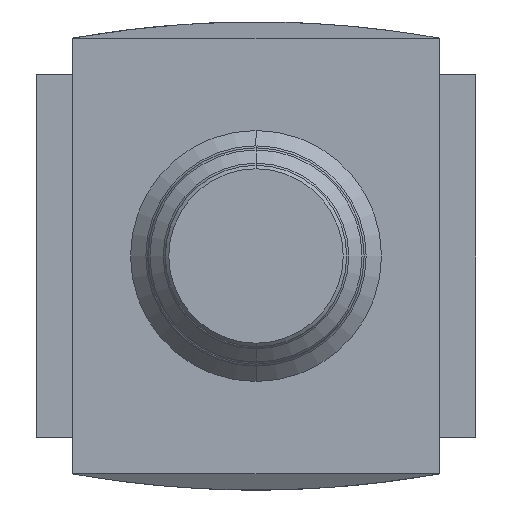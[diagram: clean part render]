
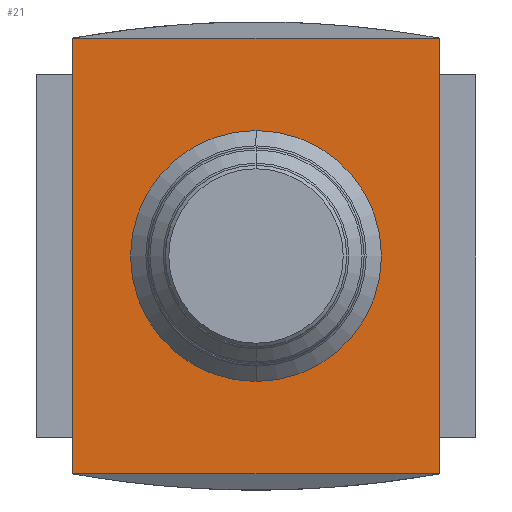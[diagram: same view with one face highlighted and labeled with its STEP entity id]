
A CAD part, front view. The second image highlights one B-rep face of the part: STEP entity #21.
In plain terms, the highlighted planar face has unit normal (0, -1, 0).
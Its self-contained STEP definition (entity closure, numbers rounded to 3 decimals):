
#21 = ADVANCED_FACE ( 'NONE', ( #7970, #4941 ), #7474, .F. ) ;
#35 = DIRECTION ( 'NONE',  ( 0., 0., 1. ) ) ;
#587 = CARTESIAN_POINT ( 'NONE',  ( -26.25, -37.5, 31.25 ) ) ;
#906 = AXIS2_PLACEMENT_3D ( 'NONE', #6559, #8393, #5701 ) ;
#1153 = LINE ( 'NONE', #5391, #10730 ) ;
#1564 = CARTESIAN_POINT ( 'NONE',  ( 0., -37.5, 0. ) ) ;
#1599 = VERTEX_POINT ( 'NONE', #587 ) ;
#2076 = ORIENTED_EDGE ( 'NONE', *, *, #5400, .F. ) ;
#2184 = CARTESIAN_POINT ( 'NONE',  ( 0., -37.5, 0. ) ) ;
#2236 = LINE ( 'NONE', #9974, #9113 ) ;
#2439 = LINE ( 'NONE', #9756, #8611 ) ;
#2930 = EDGE_CURVE ( 'NONE', #7536, #5969, #2236, .T. ) ;
#3014 = ORIENTED_EDGE ( 'NONE', *, *, #5038, .T. ) ;
#3071 = CIRCLE ( 'NONE', #3510, 18. ) ;
#3081 = AXIS2_PLACEMENT_3D ( 'NONE', #1564, #5005, #5073 ) ;
#3510 = AXIS2_PLACEMENT_3D ( 'NONE', #2184, #5715, #7517 ) ;
#3857 = ORIENTED_EDGE ( 'NONE', *, *, #10938, .T. ) ;
#4283 = CARTESIAN_POINT ( 'NONE',  ( 26.25, -37.5, -31.25 ) ) ;
#4939 = VECTOR ( 'NONE', #8390, 1000. ) ;
#4941 = FACE_OUTER_BOUND ( 'NONE', #8934, .T. ) ;
#5005 = DIRECTION ( 'NONE',  ( 0., 1., 0. ) ) ;
#5038 = EDGE_CURVE ( 'NONE', #7536, #1599, #2439, .T. ) ;
#5073 = DIRECTION ( 'NONE',  ( 0., 0., 1. ) ) ;
#5302 = EDGE_LOOP ( 'NONE', ( #3857, #6185 ) ) ;
#5391 = CARTESIAN_POINT ( 'NONE',  ( -26.25, -37.5, -31.25 ) ) ;
#5400 = EDGE_CURVE ( 'NONE', #6500, #1599, #1153, .T. ) ;
#5482 = CARTESIAN_POINT ( 'NONE',  ( 0., -37.5, -18. ) ) ;
#5533 = DIRECTION ( 'NONE',  ( 0., 0., -1. ) ) ;
#5701 = DIRECTION ( 'NONE',  ( 0., 0., 1. ) ) ;
#5715 = DIRECTION ( 'NONE',  ( 0., 1., 0. ) ) ;
#5969 = VERTEX_POINT ( 'NONE', #4283 ) ;
#6185 = ORIENTED_EDGE ( 'NONE', *, *, #11349, .T. ) ;
#6500 = VERTEX_POINT ( 'NONE', #7603 ) ;
#6559 = CARTESIAN_POINT ( 'NONE',  ( 0., -37.5, 116.435 ) ) ;
#6873 = LINE ( 'NONE', #8194, #4939 ) ;
#7343 = VERTEX_POINT ( 'NONE', #10890 ) ;
#7474 = PLANE ( 'NONE',  #906 ) ;
#7517 = DIRECTION ( 'NONE',  ( 0., 0., 1. ) ) ;
#7531 = ORIENTED_EDGE ( 'NONE', *, *, #2930, .F. ) ;
#7536 = VERTEX_POINT ( 'NONE', #8687 ) ;
#7603 = CARTESIAN_POINT ( 'NONE',  ( -26.25, -37.5, -31.25 ) ) ;
#7970 = FACE_BOUND ( 'NONE', #5302, .T. ) ;
#8194 = CARTESIAN_POINT ( 'NONE',  ( 0., -37.5, -31.25 ) ) ;
#8229 = VERTEX_POINT ( 'NONE', #5482 ) ;
#8390 = DIRECTION ( 'NONE',  ( 1., 0., 0. ) ) ;
#8393 = DIRECTION ( 'NONE',  ( 0., 1., 0. ) ) ;
#8611 = VECTOR ( 'NONE', #8901, 1000. ) ;
#8687 = CARTESIAN_POINT ( 'NONE',  ( 26.25, -37.5, 31.25 ) ) ;
#8901 = DIRECTION ( 'NONE',  ( -1., 0., 0. ) ) ;
#8934 = EDGE_LOOP ( 'NONE', ( #2076, #9364, #7531, #3014 ) ) ;
#8956 = EDGE_CURVE ( 'NONE', #6500, #5969, #6873, .T. ) ;
#9113 = VECTOR ( 'NONE', #5533, 1000. ) ;
#9364 = ORIENTED_EDGE ( 'NONE', *, *, #8956, .T. ) ;
#9756 = CARTESIAN_POINT ( 'NONE',  ( 0., -37.5, 31.25 ) ) ;
#9974 = CARTESIAN_POINT ( 'NONE',  ( 26.25, -37.5, 31.25 ) ) ;
#10337 = CIRCLE ( 'NONE', #3081, 18. ) ;
#10730 = VECTOR ( 'NONE', #35, 1000. ) ;
#10890 = CARTESIAN_POINT ( 'NONE',  ( 0., -37.5, 18. ) ) ;
#10938 = EDGE_CURVE ( 'NONE', #7343, #8229, #3071, .T. ) ;
#11349 = EDGE_CURVE ( 'NONE', #8229, #7343, #10337, .T. ) ;
